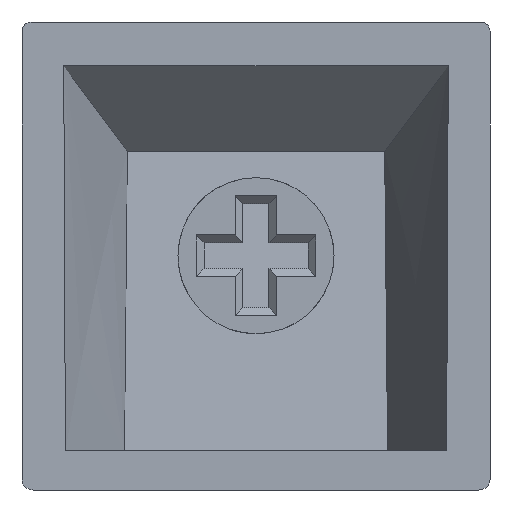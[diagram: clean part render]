
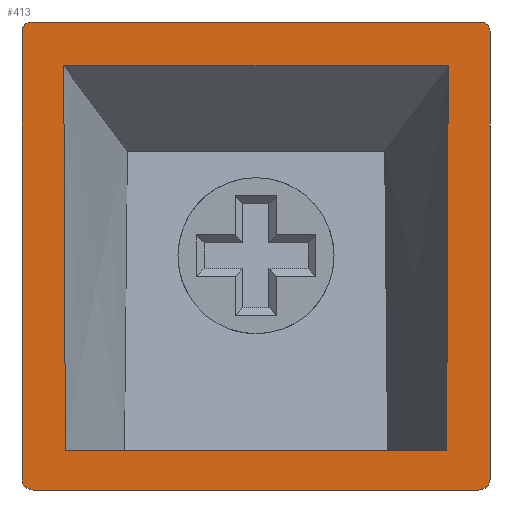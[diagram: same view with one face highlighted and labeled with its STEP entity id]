
A CAD part, front view. The second image highlights one B-rep face of the part: STEP entity #413.
In plain terms, the highlighted planar face has unit normal (0, -1, 0).
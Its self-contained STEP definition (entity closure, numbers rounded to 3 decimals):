
#413=ADVANCED_FACE('',(#414,#504),#548,.T.);
#414=FACE_BOUND('',#415,.T.);
#415=EDGE_LOOP('',(#416,#426,#440,#448,#462,#470,#484,#492));
#416=ORIENTED_EDGE('',*,*,#417,.T.);
#417=EDGE_CURVE('',#418,#420,#422,.F.);
#418=VERTEX_POINT('',#419);
#419=CARTESIAN_POINT('',(0.451,0.0,-18.0));
#420=VERTEX_POINT('',#421);
#421=CARTESIAN_POINT('',(17.549,0.0,-18.0));
#422=LINE('',#423,#424);
#423=CARTESIAN_POINT('',(0.0,0.0,-18.0));
#424=VECTOR('',#425,1.0);
#425=DIRECTION('',(-1.0,0.0,0.0));
#426=ORIENTED_EDGE('',*,*,#427,.T.);
#427=EDGE_CURVE('',#420,#428,#430,.T.);
#428=VERTEX_POINT('',#429);
#429=CARTESIAN_POINT('',(18.0,0.0,-17.6));
#430=B_SPLINE_CURVE_WITH_KNOTS('',2,(#431,#432,#433,#434,#435,#436,#437,#438,#439),.UNSPECIFIED.,.F.,.U.,(3,2,2,2,3),(0.0,0.25,0.5,0.75,1.0),.PIECEWISE_BEZIER_KNOTS.);
#431=CARTESIAN_POINT('',(17.549,0.0,-18.0));
#432=CARTESIAN_POINT('',(17.634,0.0,-18.0));
#433=CARTESIAN_POINT('',(17.714,0.0,-17.973));
#434=CARTESIAN_POINT('',(17.793,0.0,-17.946));
#435=CARTESIAN_POINT('',(17.858,0.0,-17.892));
#436=CARTESIAN_POINT('',(17.924,0.0,-17.838));
#437=CARTESIAN_POINT('',(17.962,0.0,-17.762));
#438=CARTESIAN_POINT('',(18.,0.0,-17.686));
#439=CARTESIAN_POINT('',(18.,0.0,-17.6));
#440=ORIENTED_EDGE('',*,*,#441,.T.);
#441=EDGE_CURVE('',#428,#442,#444,.F.);
#442=VERTEX_POINT('',#443);
#443=CARTESIAN_POINT('',(18.0,0.0,-0.379));
#444=LINE('',#445,#446);
#445=CARTESIAN_POINT('',(18.0,0.0,0.0));
#446=VECTOR('',#447,1.0);
#447=DIRECTION('',(0.0,0.0,-1.0));
#448=ORIENTED_EDGE('',*,*,#449,.T.);
#449=EDGE_CURVE('',#442,#450,#452,.T.);
#450=VERTEX_POINT('',#451);
#451=CARTESIAN_POINT('',(17.641,0.0,0.0));
#452=B_SPLINE_CURVE_WITH_KNOTS('',2,(#453,#454,#455,#456,#457,#458,#459,#460,#461),.UNSPECIFIED.,.F.,.U.,(3,2,2,2,3),(0.0,0.25,0.5,0.75,1.0),.PIECEWISE_BEZIER_KNOTS.);
#453=CARTESIAN_POINT('',(18.,0.0,-0.379));
#454=CARTESIAN_POINT('',(18.,0.0,-0.304));
#455=CARTESIAN_POINT('',(17.976,0.0,-0.235));
#456=CARTESIAN_POINT('',(17.952,0.0,-0.166));
#457=CARTESIAN_POINT('',(17.902,0.0,-0.111));
#458=CARTESIAN_POINT('',(17.854,0.0,-0.058));
#459=CARTESIAN_POINT('',(17.784,0.0,-0.028));
#460=CARTESIAN_POINT('',(17.718,0.0,0.));
#461=CARTESIAN_POINT('',(17.641,0.0,0.));
#462=ORIENTED_EDGE('',*,*,#463,.T.);
#463=EDGE_CURVE('',#450,#464,#466,.F.);
#464=VERTEX_POINT('',#465);
#465=CARTESIAN_POINT('',(0.359,0.0,0.0));
#466=LINE('',#467,#468);
#467=CARTESIAN_POINT('',(0.0,0.0,0.0));
#468=VECTOR('',#469,1.0);
#469=DIRECTION('',(1.0,0.0,0.0));
#470=ORIENTED_EDGE('',*,*,#471,.T.);
#471=EDGE_CURVE('',#464,#472,#474,.T.);
#472=VERTEX_POINT('',#473);
#473=CARTESIAN_POINT('',(0.0,0.0,-0.379));
#474=B_SPLINE_CURVE_WITH_KNOTS('',2,(#475,#476,#477,#478,#479,#480,#481,#482,#483),.UNSPECIFIED.,.F.,.U.,(3,2,2,2,3),(0.0,0.25,0.5,0.75,1.0),.PIECEWISE_BEZIER_KNOTS.);
#475=CARTESIAN_POINT('',(0.359,0.0,0.));
#476=CARTESIAN_POINT('',(0.284,0.0,0.));
#477=CARTESIAN_POINT('',(0.217,0.0,-0.028));
#478=CARTESIAN_POINT('',(0.15,0.0,-0.056));
#479=CARTESIAN_POINT('',(0.098,0.0,-0.111));
#480=CARTESIAN_POINT('',(0.05,0.0,-0.163));
#481=CARTESIAN_POINT('',(0.024,0.0,-0.235));
#482=CARTESIAN_POINT('',(0.,0.0,-0.302));
#483=CARTESIAN_POINT('',(0.,0.0,-0.379));
#484=ORIENTED_EDGE('',*,*,#485,.T.);
#485=EDGE_CURVE('',#472,#486,#488,.F.);
#486=VERTEX_POINT('',#487);
#487=CARTESIAN_POINT('',(0.0,0.0,-17.6));
#488=LINE('',#489,#490);
#489=CARTESIAN_POINT('',(0.0,0.0,0.0));
#490=VECTOR('',#491,1.0);
#491=DIRECTION('',(0.0,0.0,1.0));
#492=ORIENTED_EDGE('',*,*,#493,.T.);
#493=EDGE_CURVE('',#486,#418,#494,.T.);
#494=B_SPLINE_CURVE_WITH_KNOTS('',2,(#495,#496,#497,#498,#499,#500,#501,#502,#503),.UNSPECIFIED.,.F.,.U.,(3,2,2,2,3),(0.0,0.25,0.5,0.75,1.0),.PIECEWISE_BEZIER_KNOTS.);
#495=CARTESIAN_POINT('',(0.,0.0,-17.6));
#496=CARTESIAN_POINT('',(0.,0.0,-17.683));
#497=CARTESIAN_POINT('',(0.038,0.0,-17.761));
#498=CARTESIAN_POINT('',(0.074,0.0,-17.834));
#499=CARTESIAN_POINT('',(0.141,0.0,-17.892));
#500=CARTESIAN_POINT('',(0.203,0.0,-17.944));
#501=CARTESIAN_POINT('',(0.286,0.0,-17.973));
#502=CARTESIAN_POINT('',(0.364,0.0,-18.0));
#503=CARTESIAN_POINT('',(0.451,0.0,-18.0));
#504=FACE_BOUND('',#505,.T.);
#505=EDGE_LOOP('',(#506,#516,#529,#537));
#506=ORIENTED_EDGE('',*,*,#507,.T.);
#507=EDGE_CURVE('',#508,#510,#512,.T.);
#508=VERTEX_POINT('',#509);
#509=CARTESIAN_POINT('',(16.332,0.,-16.5));
#510=VERTEX_POINT('',#511);
#511=CARTESIAN_POINT('',(1.668,0.0,-16.5));
#512=LINE('',#513,#514);
#513=CARTESIAN_POINT('',(0.0,0.0,-16.5));
#514=VECTOR('',#515,1.0);
#515=DIRECTION('',(-1.0,0.0,0.0));
#516=ORIENTED_EDGE('',*,*,#517,.T.);
#517=EDGE_CURVE('',#510,#518,#520,.T.);
#518=VERTEX_POINT('',#519);
#519=CARTESIAN_POINT('',(1.606,0.,-1.689));
#520=B_SPLINE_CURVE_WITH_KNOTS('',3,(#521,#522,#523,#524,#525,#526,#527,#528),.UNSPECIFIED.,.F.,.U.,(4,2,2,4),(0.0,4.823,9.817,14.811),.UNSPECIFIED.);
#521=CARTESIAN_POINT('',(1.668,0.0,-16.5));
#522=CARTESIAN_POINT('',(1.658,0.0,-14.892));
#523=CARTESIAN_POINT('',(1.65,0.0,-13.285));
#524=CARTESIAN_POINT('',(1.635,0.0,-10.012));
#525=CARTESIAN_POINT('',(1.628,0.,-8.348));
#526=CARTESIAN_POINT('',(1.616,0.,-5.019));
#527=CARTESIAN_POINT('',(1.611,0.,-3.354));
#528=CARTESIAN_POINT('',(1.606,0.,-1.689));
#529=ORIENTED_EDGE('',*,*,#530,.T.);
#530=EDGE_CURVE('',#518,#531,#533,.T.);
#531=VERTEX_POINT('',#532);
#532=CARTESIAN_POINT('',(16.394,0.,-1.689));
#533=LINE('',#534,#535);
#534=CARTESIAN_POINT('',(0.0,0.0,-1.689));
#535=VECTOR('',#536,1.0);
#536=DIRECTION('',(1.0,0.0,0.0));
#537=ORIENTED_EDGE('',*,*,#538,.T.);
#538=EDGE_CURVE('',#531,#508,#539,.T.);
#539=B_SPLINE_CURVE_WITH_KNOTS('',3,(#540,#541,#542,#543,#544,#545,#546,#547),.UNSPECIFIED.,.F.,.U.,(4,2,2,4),(0.0,4.82,9.816,14.811),.UNSPECIFIED.);
#540=CARTESIAN_POINT('',(16.394,0.,-1.689));
#541=CARTESIAN_POINT('',(16.389,0.,-3.296));
#542=CARTESIAN_POINT('',(16.384,0.,-4.903));
#543=CARTESIAN_POINT('',(16.372,0.,-8.175));
#544=CARTESIAN_POINT('',(16.366,0.0,-9.84));
#545=CARTESIAN_POINT('',(16.35,0.0,-13.17));
#546=CARTESIAN_POINT('',(16.342,0.,-14.835));
#547=CARTESIAN_POINT('',(16.332,0.,-16.5));
#548=PLANE('',#549);
#549=AXIS2_PLACEMENT_3D('',#550,#551,#552);
#550=CARTESIAN_POINT('',(0.0,0.0,0.0));
#551=DIRECTION('',(0.0,-1.0,0.0));
#552=DIRECTION('',(0.0,0.0,-1.0));
